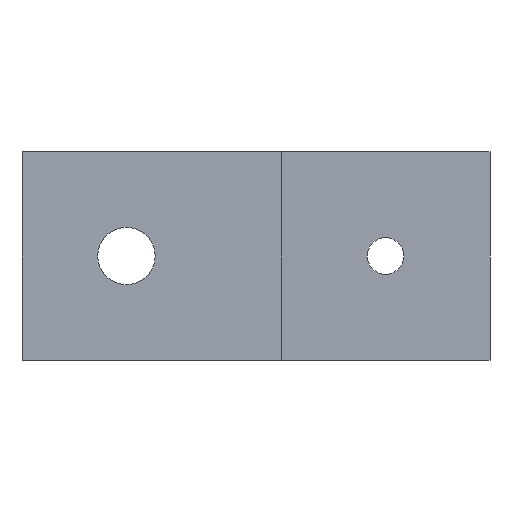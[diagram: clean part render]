
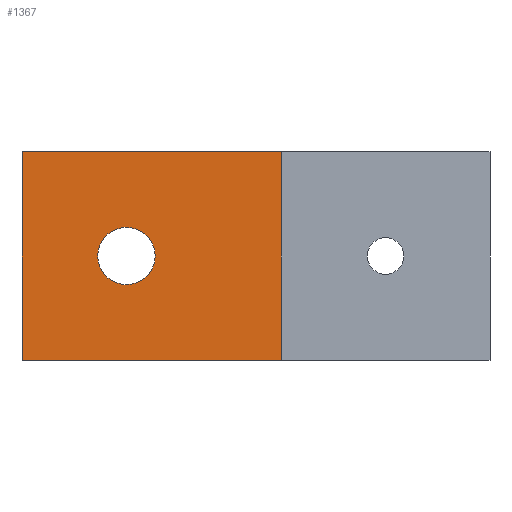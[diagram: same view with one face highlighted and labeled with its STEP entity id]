
A CAD part, front view. The second image highlights one B-rep face of the part: STEP entity #1367.
In plain terms, the highlighted planar face has unit normal (0, -1, 0).
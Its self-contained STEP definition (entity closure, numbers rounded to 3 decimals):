
#72 = PLANE('',#73);
#73 = AXIS2_PLACEMENT_3D('',#74,#75,#76);
#74 = CARTESIAN_POINT('',(22.801,54.373,20.));
#75 = DIRECTION('',(0.,0.,1.));
#76 = DIRECTION('',(1.,0.,0.));
#126 = PLANE('',#127);
#127 = AXIS2_PLACEMENT_3D('',#128,#129,#130);
#128 = CARTESIAN_POINT('',(22.801,54.373,0.));
#129 = DIRECTION('',(-0.,-0.,-1.));
#130 = DIRECTION('',(-1.,0.,0.));
#315 = PLANE('',#316);
#316 = AXIS2_PLACEMENT_3D('',#317,#318,#319);
#317 = CARTESIAN_POINT('',(24.8,100.,0.));
#318 = DIRECTION('',(1.,0.,0.));
#319 = DIRECTION('',(0.,-1.,0.));
#383 = VERTEX_POINT('',#384);
#384 = CARTESIAN_POINT('',(0.,0.,0.));
#400 = PLANE('',#401);
#401 = AXIS2_PLACEMENT_3D('',#402,#403,#404);
#402 = CARTESIAN_POINT('',(0.,0.,0.));
#403 = DIRECTION('',(-1.,0.,0.));
#404 = DIRECTION('',(0.,1.,0.));
#577 = VERTEX_POINT('',#578);
#578 = CARTESIAN_POINT('',(24.8,0.,0.));
#599 = EDGE_CURVE('',#577,#383,#600,.T.);
#600 = SURFACE_CURVE('',#601,(#605,#612),.PCURVE_S1.);
#601 = LINE('',#602,#603);
#602 = CARTESIAN_POINT('',(24.8,0.,0.));
#603 = VECTOR('',#604,1.);
#604 = DIRECTION('',(-1.,0.,0.));
#605 = PCURVE('',#126,#606);
#606 = DEFINITIONAL_REPRESENTATION('',(#607),#611);
#607 = LINE('',#608,#609);
#608 = CARTESIAN_POINT('',(-1.999,-54.373));
#609 = VECTOR('',#610,1.);
#610 = DIRECTION('',(1.,0.));
#611 = ( GEOMETRIC_REPRESENTATION_CONTEXT(2) 
PARAMETRIC_REPRESENTATION_CONTEXT() REPRESENTATION_CONTEXT('2D SPACE',''
  ) );
#612 = PCURVE('',#613,#618);
#613 = PLANE('',#614);
#614 = AXIS2_PLACEMENT_3D('',#615,#616,#617);
#615 = CARTESIAN_POINT('',(24.8,0.,0.));
#616 = DIRECTION('',(0.,-1.,0.));
#617 = DIRECTION('',(-1.,0.,0.));
#618 = DEFINITIONAL_REPRESENTATION('',(#619),#623);
#619 = LINE('',#620,#621);
#620 = CARTESIAN_POINT('',(0.,-0.));
#621 = VECTOR('',#622,1.);
#622 = DIRECTION('',(1.,0.));
#623 = ( GEOMETRIC_REPRESENTATION_CONTEXT(2) 
PARAMETRIC_REPRESENTATION_CONTEXT() REPRESENTATION_CONTEXT('2D SPACE',''
  ) );
#629 = VERTEX_POINT('',#630);
#630 = CARTESIAN_POINT('',(0.,0.,20.));
#653 = EDGE_CURVE('',#654,#629,#656,.T.);
#654 = VERTEX_POINT('',#655);
#655 = CARTESIAN_POINT('',(24.8,0.,20.));
#656 = SURFACE_CURVE('',#657,(#661,#668),.PCURVE_S1.);
#657 = LINE('',#658,#659);
#658 = CARTESIAN_POINT('',(24.8,0.,20.));
#659 = VECTOR('',#660,1.);
#660 = DIRECTION('',(-1.,0.,0.));
#661 = PCURVE('',#72,#662);
#662 = DEFINITIONAL_REPRESENTATION('',(#663),#667);
#663 = LINE('',#664,#665);
#664 = CARTESIAN_POINT('',(1.999,-54.373));
#665 = VECTOR('',#666,1.);
#666 = DIRECTION('',(-1.,0.));
#667 = ( GEOMETRIC_REPRESENTATION_CONTEXT(2) 
PARAMETRIC_REPRESENTATION_CONTEXT() REPRESENTATION_CONTEXT('2D SPACE',''
  ) );
#668 = PCURVE('',#613,#669);
#669 = DEFINITIONAL_REPRESENTATION('',(#670),#674);
#670 = LINE('',#671,#672);
#671 = CARTESIAN_POINT('',(0.,-20.));
#672 = VECTOR('',#673,1.);
#673 = DIRECTION('',(1.,0.));
#674 = ( GEOMETRIC_REPRESENTATION_CONTEXT(2) 
PARAMETRIC_REPRESENTATION_CONTEXT() REPRESENTATION_CONTEXT('2D SPACE',''
  ) );
#973 = EDGE_CURVE('',#577,#654,#974,.T.);
#974 = SURFACE_CURVE('',#975,(#979,#986),.PCURVE_S1.);
#975 = LINE('',#976,#977);
#976 = CARTESIAN_POINT('',(24.8,0.,0.));
#977 = VECTOR('',#978,1.);
#978 = DIRECTION('',(0.,0.,1.));
#979 = PCURVE('',#315,#980);
#980 = DEFINITIONAL_REPRESENTATION('',(#981),#985);
#981 = LINE('',#982,#983);
#982 = CARTESIAN_POINT('',(100.,0.));
#983 = VECTOR('',#984,1.);
#984 = DIRECTION('',(0.,-1.));
#985 = ( GEOMETRIC_REPRESENTATION_CONTEXT(2) 
PARAMETRIC_REPRESENTATION_CONTEXT() REPRESENTATION_CONTEXT('2D SPACE',''
  ) );
#986 = PCURVE('',#613,#987);
#987 = DEFINITIONAL_REPRESENTATION('',(#988),#992);
#988 = LINE('',#989,#990);
#989 = CARTESIAN_POINT('',(0.,-0.));
#990 = VECTOR('',#991,1.);
#991 = DIRECTION('',(0.,-1.));
#992 = ( GEOMETRIC_REPRESENTATION_CONTEXT(2) 
PARAMETRIC_REPRESENTATION_CONTEXT() REPRESENTATION_CONTEXT('2D SPACE',''
  ) );
#1052 = EDGE_CURVE('',#383,#629,#1053,.T.);
#1053 = SURFACE_CURVE('',#1054,(#1058,#1065),.PCURVE_S1.);
#1054 = LINE('',#1055,#1056);
#1055 = CARTESIAN_POINT('',(0.,0.,0.));
#1056 = VECTOR('',#1057,1.);
#1057 = DIRECTION('',(0.,0.,1.));
#1058 = PCURVE('',#400,#1059);
#1059 = DEFINITIONAL_REPRESENTATION('',(#1060),#1064);
#1060 = LINE('',#1061,#1062);
#1061 = CARTESIAN_POINT('',(0.,0.));
#1062 = VECTOR('',#1063,1.);
#1063 = DIRECTION('',(0.,-1.));
#1064 = ( GEOMETRIC_REPRESENTATION_CONTEXT(2) 
PARAMETRIC_REPRESENTATION_CONTEXT() REPRESENTATION_CONTEXT('2D SPACE',''
  ) );
#1065 = PCURVE('',#613,#1066);
#1066 = DEFINITIONAL_REPRESENTATION('',(#1067),#1071);
#1067 = LINE('',#1068,#1069);
#1068 = CARTESIAN_POINT('',(24.8,0.));
#1069 = VECTOR('',#1070,1.);
#1070 = DIRECTION('',(0.,-1.));
#1071 = ( GEOMETRIC_REPRESENTATION_CONTEXT(2) 
PARAMETRIC_REPRESENTATION_CONTEXT() REPRESENTATION_CONTEXT('2D SPACE',''
  ) );
#1142 = CYLINDRICAL_SURFACE('',#1143,2.75);
#1143 = AXIS2_PLACEMENT_3D('',#1144,#1145,#1146);
#1144 = CARTESIAN_POINT('',(10.,5.,10.));
#1145 = DIRECTION('',(0.,1.,0.));
#1146 = DIRECTION('',(-1.,0.,0.));
#1367 = ADVANCED_FACE('',(#1368,#1374),#613,.T.);
#1368 = FACE_BOUND('',#1369,.T.);
#1369 = EDGE_LOOP('',(#1370,#1371,#1372,#1373));
#1370 = ORIENTED_EDGE('',*,*,#973,.T.);
#1371 = ORIENTED_EDGE('',*,*,#653,.T.);
#1372 = ORIENTED_EDGE('',*,*,#1052,.F.);
#1373 = ORIENTED_EDGE('',*,*,#599,.F.);
#1374 = FACE_BOUND('',#1375,.T.);
#1375 = EDGE_LOOP('',(#1376));
#1376 = ORIENTED_EDGE('',*,*,#1377,.T.);
#1377 = EDGE_CURVE('',#1378,#1378,#1380,.T.);
#1378 = VERTEX_POINT('',#1379);
#1379 = CARTESIAN_POINT('',(7.25,0.,10.));
#1380 = SURFACE_CURVE('',#1381,(#1386,#1397),.PCURVE_S1.);
#1381 = CIRCLE('',#1382,2.75);
#1382 = AXIS2_PLACEMENT_3D('',#1383,#1384,#1385);
#1383 = CARTESIAN_POINT('',(10.,0.,10.));
#1384 = DIRECTION('',(0.,1.,0.));
#1385 = DIRECTION('',(-1.,0.,0.));
#1386 = PCURVE('',#613,#1387);
#1387 = DEFINITIONAL_REPRESENTATION('',(#1388),#1396);
#1388 = ( BOUNDED_CURVE() B_SPLINE_CURVE(2,(#1389,#1390,#1391,#1392,
#1393,#1394,#1395),.UNSPECIFIED.,.T.,.F.) B_SPLINE_CURVE_WITH_KNOTS((1,2
    ,2,2,2,1),(-2.094,0.,2.094,4.189,
6.283,8.378),.UNSPECIFIED.) CURVE() 
GEOMETRIC_REPRESENTATION_ITEM() RATIONAL_B_SPLINE_CURVE((1.,0.5,1.,0.5,
1.,0.5,1.)) REPRESENTATION_ITEM('') );
#1389 = CARTESIAN_POINT('',(17.55,-10.));
#1390 = CARTESIAN_POINT('',(17.55,-14.763));
#1391 = CARTESIAN_POINT('',(13.425,-12.382));
#1392 = CARTESIAN_POINT('',(9.3,-10.));
#1393 = CARTESIAN_POINT('',(13.425,-7.618));
#1394 = CARTESIAN_POINT('',(17.55,-5.237));
#1395 = CARTESIAN_POINT('',(17.55,-10.));
#1396 = ( GEOMETRIC_REPRESENTATION_CONTEXT(2) 
PARAMETRIC_REPRESENTATION_CONTEXT() REPRESENTATION_CONTEXT('2D SPACE',''
  ) );
#1397 = PCURVE('',#1142,#1398);
#1398 = DEFINITIONAL_REPRESENTATION('',(#1399),#1403);
#1399 = LINE('',#1400,#1401);
#1400 = CARTESIAN_POINT('',(0.,-5.));
#1401 = VECTOR('',#1402,1.);
#1402 = DIRECTION('',(1.,0.));
#1403 = ( GEOMETRIC_REPRESENTATION_CONTEXT(2) 
PARAMETRIC_REPRESENTATION_CONTEXT() REPRESENTATION_CONTEXT('2D SPACE',''
  ) );
